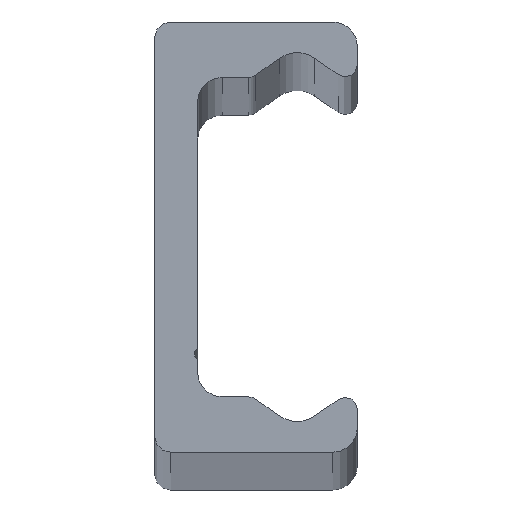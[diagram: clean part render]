
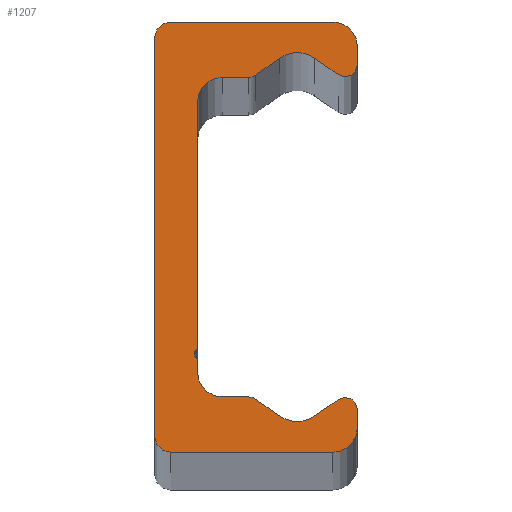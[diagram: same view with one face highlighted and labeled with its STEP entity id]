
A CAD part, top view. The second image highlights one B-rep face of the part: STEP entity #1207.
In plain terms, the highlighted planar face has unit normal (0, 0, 1).
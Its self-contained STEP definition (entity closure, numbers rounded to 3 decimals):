
#34=VECTOR('',#1594,1.);
#39=VECTOR('',#1606,1.);
#43=VECTOR('',#1617,1.);
#47=VECTOR('',#1628,1.);
#51=VECTOR('',#1639,1.);
#55=VECTOR('',#1650,1.);
#59=VECTOR('',#1661,1.);
#63=VECTOR('',#1672,1.);
#67=VECTOR('',#1683,1.);
#71=VECTOR('',#1694,1.);
#75=VECTOR('',#1705,1.);
#79=VECTOR('',#1716,1.);
#83=VECTOR('',#1727,1.);
#86=LINE('',#1915,#34);
#91=LINE('',#1930,#39);
#95=LINE('',#1942,#43);
#99=LINE('',#1954,#47);
#103=LINE('',#1966,#51);
#107=LINE('',#1978,#55);
#111=LINE('',#1990,#59);
#115=LINE('',#2002,#63);
#119=LINE('',#2014,#67);
#123=LINE('',#2026,#71);
#127=LINE('',#2038,#75);
#131=LINE('',#2050,#79);
#135=LINE('',#2062,#83);
#151=PLANE('',#1371);
#241=VERTEX_POINT('',#1916);
#242=VERTEX_POINT('',#1917);
#245=VERTEX_POINT('',#1925);
#247=VERTEX_POINT('',#1931);
#249=VERTEX_POINT('',#1937);
#251=VERTEX_POINT('',#1943);
#253=VERTEX_POINT('',#1949);
#255=VERTEX_POINT('',#1955);
#257=VERTEX_POINT('',#1961);
#259=VERTEX_POINT('',#1967);
#261=VERTEX_POINT('',#1973);
#263=VERTEX_POINT('',#1979);
#265=VERTEX_POINT('',#1985);
#267=VERTEX_POINT('',#1991);
#269=VERTEX_POINT('',#1997);
#271=VERTEX_POINT('',#2003);
#273=VERTEX_POINT('',#2009);
#275=VERTEX_POINT('',#2015);
#277=VERTEX_POINT('',#2021);
#279=VERTEX_POINT('',#2027);
#281=VERTEX_POINT('',#2033);
#283=VERTEX_POINT('',#2039);
#285=VERTEX_POINT('',#2045);
#287=VERTEX_POINT('',#2051);
#289=VERTEX_POINT('',#2057);
#291=VERTEX_POINT('',#2063);
#359=CIRCLE('',#1321,2.);
#361=CIRCLE('',#1325,1.);
#363=CIRCLE('',#1329,2.5);
#365=CIRCLE('',#1333,1.);
#367=CIRCLE('',#1337,2.);
#369=CIRCLE('',#1341,0.5);
#371=CIRCLE('',#1345,2.);
#373=CIRCLE('',#1349,1.);
#375=CIRCLE('',#1353,2.5);
#377=CIRCLE('',#1357,1.);
#379=CIRCLE('',#1361,2.);
#381=CIRCLE('',#1365,1.3);
#383=CIRCLE('',#1369,1.3);
#451=EDGE_CURVE('',#241,#242,#86,.T.);
#455=EDGE_CURVE('',#242,#245,#359,.T.);
#458=EDGE_CURVE('',#245,#247,#91,.T.);
#461=EDGE_CURVE('',#247,#249,#361,.T.);
#464=EDGE_CURVE('',#249,#251,#95,.T.);
#467=EDGE_CURVE('',#251,#253,#363,.T.);
#470=EDGE_CURVE('',#253,#255,#99,.T.);
#473=EDGE_CURVE('',#255,#257,#365,.T.);
#476=EDGE_CURVE('',#257,#259,#103,.T.);
#479=EDGE_CURVE('',#259,#261,#367,.T.);
#482=EDGE_CURVE('',#261,#263,#107,.T.);
#485=EDGE_CURVE('',#263,#265,#369,.T.);
#488=EDGE_CURVE('',#265,#267,#111,.T.);
#491=EDGE_CURVE('',#267,#269,#371,.T.);
#494=EDGE_CURVE('',#269,#271,#115,.T.);
#497=EDGE_CURVE('',#271,#273,#373,.T.);
#500=EDGE_CURVE('',#273,#275,#119,.T.);
#503=EDGE_CURVE('',#275,#277,#375,.T.);
#506=EDGE_CURVE('',#277,#279,#123,.T.);
#509=EDGE_CURVE('',#279,#281,#377,.T.);
#512=EDGE_CURVE('',#281,#283,#127,.T.);
#515=EDGE_CURVE('',#283,#285,#379,.T.);
#518=EDGE_CURVE('',#285,#287,#131,.T.);
#521=EDGE_CURVE('',#287,#289,#381,.T.);
#524=EDGE_CURVE('',#289,#291,#135,.T.);
#527=EDGE_CURVE('',#291,#241,#383,.T.);
#765=ORIENTED_EDGE('',*,*,#451,.F.);
#766=ORIENTED_EDGE('',*,*,#527,.F.);
#767=ORIENTED_EDGE('',*,*,#524,.F.);
#768=ORIENTED_EDGE('',*,*,#521,.F.);
#769=ORIENTED_EDGE('',*,*,#518,.F.);
#770=ORIENTED_EDGE('',*,*,#515,.F.);
#771=ORIENTED_EDGE('',*,*,#512,.F.);
#772=ORIENTED_EDGE('',*,*,#509,.F.);
#773=ORIENTED_EDGE('',*,*,#506,.F.);
#774=ORIENTED_EDGE('',*,*,#503,.F.);
#775=ORIENTED_EDGE('',*,*,#500,.F.);
#776=ORIENTED_EDGE('',*,*,#497,.F.);
#777=ORIENTED_EDGE('',*,*,#494,.F.);
#778=ORIENTED_EDGE('',*,*,#491,.F.);
#779=ORIENTED_EDGE('',*,*,#488,.F.);
#780=ORIENTED_EDGE('',*,*,#485,.F.);
#781=ORIENTED_EDGE('',*,*,#482,.F.);
#782=ORIENTED_EDGE('',*,*,#479,.F.);
#783=ORIENTED_EDGE('',*,*,#476,.F.);
#784=ORIENTED_EDGE('',*,*,#473,.F.);
#785=ORIENTED_EDGE('',*,*,#470,.F.);
#786=ORIENTED_EDGE('',*,*,#467,.F.);
#787=ORIENTED_EDGE('',*,*,#464,.F.);
#788=ORIENTED_EDGE('',*,*,#461,.F.);
#789=ORIENTED_EDGE('',*,*,#458,.F.);
#790=ORIENTED_EDGE('',*,*,#455,.F.);
#975=EDGE_LOOP('',(#765,#766,#767,#768,#769,#770,#771,#772,#773,#774,#775,
#776,#777,#778,#779,#780,#781,#782,#783,#784,#785,#786,#787,#788,#789,#790));
#1135=FACE_BOUND('',#975,.T.);
#1207=ADVANCED_FACE('',(#1135),#151,.T.);
#1321=AXIS2_PLACEMENT_3D('',#1924,#1600,#1601);
#1325=AXIS2_PLACEMENT_3D('',#1936,#1611,#1612);
#1329=AXIS2_PLACEMENT_3D('',#1948,#1622,#1623);
#1333=AXIS2_PLACEMENT_3D('',#1960,#1633,#1634);
#1337=AXIS2_PLACEMENT_3D('',#1972,#1644,#1645);
#1341=AXIS2_PLACEMENT_3D('',#1984,#1655,#1656);
#1345=AXIS2_PLACEMENT_3D('',#1996,#1666,#1667);
#1349=AXIS2_PLACEMENT_3D('',#2008,#1677,#1678);
#1353=AXIS2_PLACEMENT_3D('',#2020,#1688,#1689);
#1357=AXIS2_PLACEMENT_3D('',#2032,#1699,#1700);
#1361=AXIS2_PLACEMENT_3D('',#2044,#1710,#1711);
#1365=AXIS2_PLACEMENT_3D('',#2056,#1721,#1722);
#1369=AXIS2_PLACEMENT_3D('',#2068,#1732,#1733);
#1371=AXIS2_PLACEMENT_3D('',#2070,#1736,$);
#1594=DIRECTION('',(1.,0.,0.));
#1600=DIRECTION('',(0.,0.,-1.));
#1601=DIRECTION('',(2.,0.,0.));
#1606=DIRECTION('',(0.,-1.,0.));
#1611=DIRECTION('',(0.,0.,-1.));
#1612=DIRECTION('',(1.,0.,0.));
#1617=DIRECTION('',(-0.819,0.574,0.));
#1622=DIRECTION('',(0.,0.,1.));
#1623=DIRECTION('',(2.5,0.,0.));
#1628=DIRECTION('',(-0.819,-0.574,0.));
#1633=DIRECTION('',(0.,0.,-1.));
#1634=DIRECTION('',(1.,0.,0.));
#1639=DIRECTION('',(-1.,0.,0.));
#1644=DIRECTION('',(0.,0.,1.));
#1645=DIRECTION('',(2.,0.,0.));
#1650=DIRECTION('',(0.,-1.,0.));
#1655=DIRECTION('',(0.,0.,1.));
#1656=DIRECTION('',(0.5,0.,0.));
#1661=DIRECTION('',(0.,-1.,0.));
#1666=DIRECTION('',(0.,0.,1.));
#1667=DIRECTION('',(2.,0.,0.));
#1672=DIRECTION('',(1.,0.,0.));
#1677=DIRECTION('',(0.,0.,-1.));
#1678=DIRECTION('',(1.,0.,0.));
#1683=DIRECTION('',(0.819,-0.574,0.));
#1688=DIRECTION('',(0.,0.,1.));
#1689=DIRECTION('',(2.5,0.,0.));
#1694=DIRECTION('',(0.819,0.574,0.));
#1699=DIRECTION('',(0.,0.,-1.));
#1700=DIRECTION('',(1.,0.,0.));
#1705=DIRECTION('',(0.,-1.,0.));
#1710=DIRECTION('',(0.,0.,-1.));
#1711=DIRECTION('',(2.,0.,0.));
#1716=DIRECTION('',(-1.,0.,0.));
#1721=DIRECTION('',(0.,0.,-1.));
#1722=DIRECTION('',(1.3,0.,0.));
#1727=DIRECTION('',(0.,1.,0.));
#1732=DIRECTION('',(0.,0.,-1.));
#1733=DIRECTION('',(1.3,0.,0.));
#1736=DIRECTION('',(0.,0.,1.));
#1915=CARTESIAN_POINT('',(14.5,17.5,1760.));
#1916=CARTESIAN_POINT('',(1.3,17.5,1760.));
#1917=CARTESIAN_POINT('',(14.5,17.5,1760.));
#1924=CARTESIAN_POINT('',(14.5,15.5,1760.));
#1925=CARTESIAN_POINT('',(16.5,15.5,1760.));
#1930=CARTESIAN_POINT('',(16.5,14.042,1760.));
#1931=CARTESIAN_POINT('',(16.5,14.042,1760.));
#1936=CARTESIAN_POINT('',(15.5,14.042,1760.));
#1937=CARTESIAN_POINT('',(14.926,13.223,1760.));
#1942=CARTESIAN_POINT('',(13.034,14.548,1760.));
#1943=CARTESIAN_POINT('',(13.034,14.548,1760.));
#1948=CARTESIAN_POINT('',(11.6,12.5,1760.));
#1949=CARTESIAN_POINT('',(10.166,14.548,1760.));
#1954=CARTESIAN_POINT('',(8.214,13.181,1760.));
#1955=CARTESIAN_POINT('',(8.214,13.181,1760.));
#1960=CARTESIAN_POINT('',(7.64,14.,1760.));
#1961=CARTESIAN_POINT('',(7.64,13.,1760.));
#1966=CARTESIAN_POINT('',(5.5,13.,1760.));
#1967=CARTESIAN_POINT('',(5.5,13.,1760.));
#1972=CARTESIAN_POINT('',(5.5,11.,1760.));
#1973=CARTESIAN_POINT('',(3.5,11.,1760.));
#1978=CARTESIAN_POINT('',(3.5,-9.067,1760.));
#1979=CARTESIAN_POINT('',(3.5,-9.067,1760.));
#1984=CARTESIAN_POINT('',(3.75,-9.5,1760.));
#1985=CARTESIAN_POINT('',(3.5,-9.933,1760.));
#1990=CARTESIAN_POINT('',(3.5,-11.,1760.));
#1991=CARTESIAN_POINT('',(3.5,-11.,1760.));
#1996=CARTESIAN_POINT('',(5.5,-11.,1760.));
#1997=CARTESIAN_POINT('',(5.5,-13.,1760.));
#2002=CARTESIAN_POINT('',(7.64,-13.,1760.));
#2003=CARTESIAN_POINT('',(7.64,-13.,1760.));
#2008=CARTESIAN_POINT('',(7.64,-14.,1760.));
#2009=CARTESIAN_POINT('',(8.214,-13.181,1760.));
#2014=CARTESIAN_POINT('',(10.166,-14.548,1760.));
#2015=CARTESIAN_POINT('',(10.166,-14.548,1760.));
#2020=CARTESIAN_POINT('',(11.6,-12.5,1760.));
#2021=CARTESIAN_POINT('',(13.034,-14.548,1760.));
#2026=CARTESIAN_POINT('',(14.926,-13.223,1760.));
#2027=CARTESIAN_POINT('',(14.926,-13.223,1760.));
#2032=CARTESIAN_POINT('',(15.5,-14.042,1760.));
#2033=CARTESIAN_POINT('',(16.5,-14.042,1760.));
#2038=CARTESIAN_POINT('',(16.5,-15.5,1760.));
#2039=CARTESIAN_POINT('',(16.5,-15.5,1760.));
#2044=CARTESIAN_POINT('',(14.5,-15.5,1760.));
#2045=CARTESIAN_POINT('',(14.5,-17.5,1760.));
#2050=CARTESIAN_POINT('',(1.3,-17.5,1760.));
#2051=CARTESIAN_POINT('',(1.3,-17.5,1760.));
#2056=CARTESIAN_POINT('',(1.3,-16.2,1760.));
#2057=CARTESIAN_POINT('',(0.,-16.2,1760.));
#2062=CARTESIAN_POINT('',(0.,16.2,1760.));
#2063=CARTESIAN_POINT('',(0.,16.2,1760.));
#2068=CARTESIAN_POINT('',(1.3,16.2,1760.));
#2070=CARTESIAN_POINT('',(5.942,-0.014,1760.));
